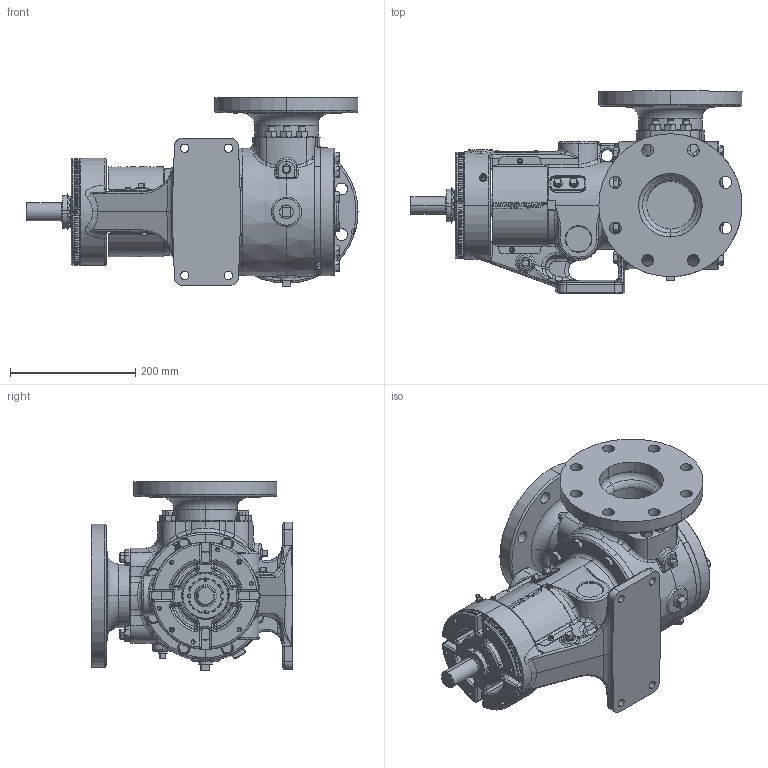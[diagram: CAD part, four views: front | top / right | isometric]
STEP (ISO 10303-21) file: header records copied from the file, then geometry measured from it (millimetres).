
FILE_DESCRIPTION (( 'STEP AP214' ), '1' );
FILE_NAME ('KV-2752.step', '2025-12-05T05:54:43', ( '' ), ( '' ), 'SwSTEP 2.0', 'SolidWorks 2024', '' );
FILE_SCHEMA (( 'AUTOMOTIVE_DESIGN' ));
Length unit declared in the file: inch
Products named in the file (1): KV-2752
Bounding box: 530.33 x 322.33 x 301.88 mm (x, y, z)
Volume: 12217672.3 mm3; surface area: 836744.1 mm2
Topology: 1 solids, 1 shells, 4190 faces, 10505 edges, 6508 vertices
Faces by surface type: plane 1389, bspline 1079, cone 951, cylinder 551, torus 167, sphere 53
Entity records: 178484 total; most frequent: CARTESIAN_POINT 88589, ORIENTED_EDGE 20856, DIRECTION 15397, EDGE_CURVE 10428, VERTEX_POINT 6504, AXIS2_PLACEMENT_3D 6033, EDGE_LOOP 4510, FACE_OUTER_BOUND 4190
